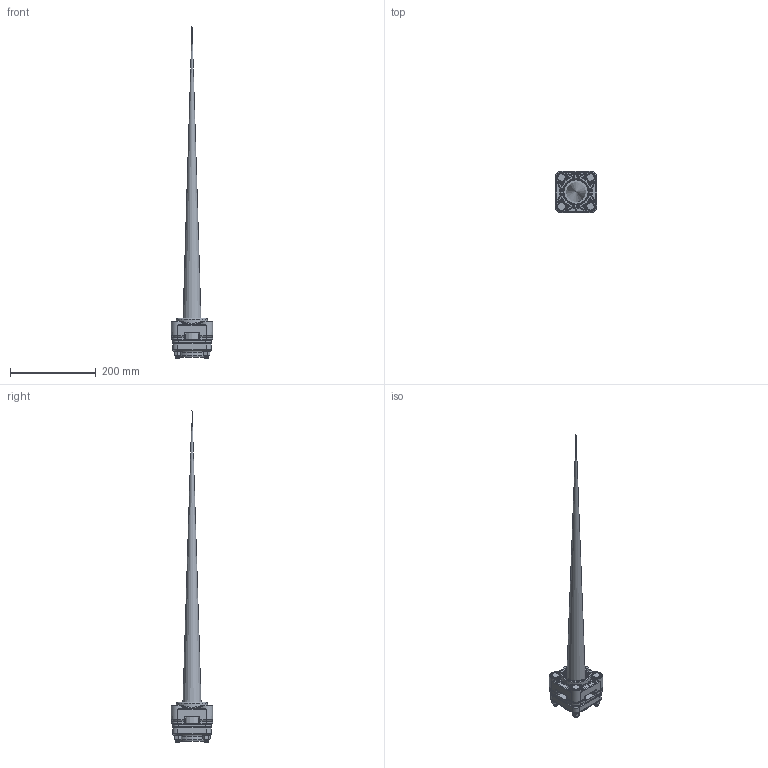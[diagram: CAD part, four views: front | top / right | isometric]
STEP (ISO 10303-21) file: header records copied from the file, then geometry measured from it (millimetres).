
FILE_DESCRIPTION(/* description */ ('1.5" X 2" NPT BOTTOM DRAIN BOLTED FLANGE, EPDM'),/* implementation_level */ '2;1');
FILE_NAME(/* name */ 'BF150BD.stp',/* time_stamp */ '2019-11-16T13:14:12-05:00',/* author */ ('CAB'),/* organization */ (''),/* preprocessor_version */ 'ST-DEVELOPER v17.2',/* originating_system */ 'Autodesk Inventor 2019',/* authorisation */ '');
FILE_SCHEMA (('AUTOMOTIVE_DESIGN { 1 0 10303 214 3 1 1 }'));
Length unit declared in the file: inch
Products named in the file (10): BF150BD; BF200GE; V20157; V20019; V20018; BF304A; BF306; VL1004; BF200GFE; BF201BD
Assembly tree (24 placements, depth 2):
  BF150BD
    BF200GE
    V20157
    V20019  x4
    V20018  x4
    BF304A  x4
    BF306  x4
    VL1004
    BF200GFE  x4
    BF201BD
Bounding box: 96.07 x 96.07 x 773.34 mm (x, y, z)
Volume: 419990.8 mm3; surface area: 234648.9 mm2
Topology: 24 solids, 24 shells, 1342 faces, 3457 edges, 2201 vertices
Faces by surface type: plane 423, cylinder 403, cone 312, bspline 117, torus 75, sphere 12
Full cylindrical faces by diameter (mm): 8.236 x60, 9.525 x60, 9.652 x4, 10.312 x4, 10.414 x4, 10.716 x4, 18.161 x4, 18.847 x8, 19.05 x4, 38.1 x1, 57.15 x1, 67.31 x1, 72.898 x1
Entity records: 32281 total; most frequent: CARTESIAN_POINT 13260, ORIENTED_EDGE 4034, DIRECTION 3638, EDGE_CURVE 2017, AXIS2_PLACEMENT_3D 1322, VERTEX_POINT 1284, LINE 994, VECTOR 994
